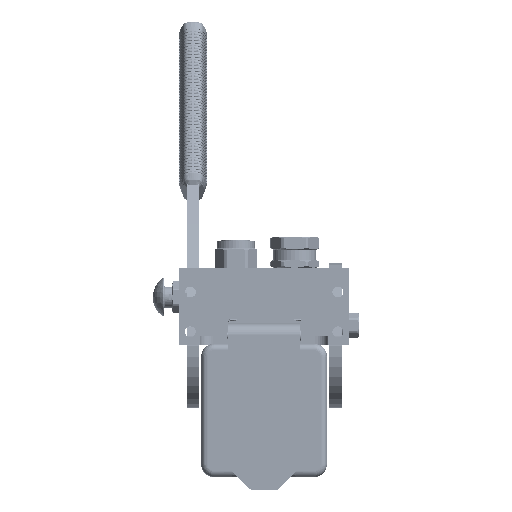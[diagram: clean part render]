
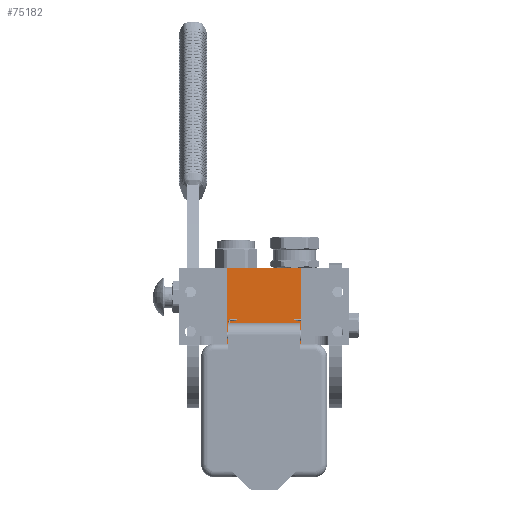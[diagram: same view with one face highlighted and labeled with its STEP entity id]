
A CAD part, left-side view. The second image highlights one B-rep face of the part: STEP entity #75182.
In plain terms, the highlighted face is planar.
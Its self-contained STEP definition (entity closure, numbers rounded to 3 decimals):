
#12545 = CARTESIAN_POINT ( 'NONE',  ( -29., 0., -107.5 ) ) ;
#15137 = LINE ( 'NONE', #22933, #66451 ) ;
#21637 = VECTOR ( 'NONE', #141029, 1000. ) ;
#22026 = VERTEX_POINT ( 'NONE', #197549 ) ;
#22933 = CARTESIAN_POINT ( 'NONE',  ( 29., 60.2, -107.5 ) ) ;
#33065 = LINE ( 'NONE', #12545, #103731 ) ;
#37168 = EDGE_CURVE ( 'NONE', #37570, #22026, #33065, .T. ) ;
#37570 = VERTEX_POINT ( 'NONE', #78642 ) ;
#42977 = PLANE ( 'NONE',  #114769 ) ;
#45810 = CARTESIAN_POINT ( 'NONE',  ( 29., 0., -107.5 ) ) ;
#49071 = FACE_OUTER_BOUND ( 'NONE', #85507, .T. ) ;
#57941 = DIRECTION ( 'NONE',  ( 0., 0., -1. ) ) ;
#66451 = VECTOR ( 'NONE', #132084, 1000. ) ;
#75182 = ADVANCED_FACE ( 'NONE', ( #49071 ), #42977, .T. ) ;
#78642 = CARTESIAN_POINT ( 'NONE',  ( -29., 0., -107.5 ) ) ;
#85507 = EDGE_LOOP ( 'NONE', ( #88392, #185549, #135075, #140750 ) ) ;
#88392 = ORIENTED_EDGE ( 'NONE', *, *, #37168, .T. ) ;
#89356 = DIRECTION ( 'NONE',  ( -1., 0., 0. ) ) ;
#98115 = CARTESIAN_POINT ( 'NONE',  ( 29., 0., -107.5 ) ) ;
#103731 = VECTOR ( 'NONE', #134639, 1000. ) ;
#114769 = AXIS2_PLACEMENT_3D ( 'NONE', #196475, #57941, #89356 ) ;
#115798 = DIRECTION ( 'NONE',  ( 0., 1., 0. ) ) ;
#132084 = DIRECTION ( 'NONE',  ( -1., 0., 0. ) ) ;
#134639 = DIRECTION ( 'NONE',  ( 0., 1., 0. ) ) ;
#135075 = ORIENTED_EDGE ( 'NONE', *, *, #178376, .F. ) ;
#140750 = ORIENTED_EDGE ( 'NONE', *, *, #201391, .T. ) ;
#141029 = DIRECTION ( 'NONE',  ( -1., 0., 0. ) ) ;
#146867 = CARTESIAN_POINT ( 'NONE',  ( 29., 60.2, -107.5 ) ) ;
#150997 = LINE ( 'NONE', #156023, #21637 ) ;
#156023 = CARTESIAN_POINT ( 'NONE',  ( 29., 0., -107.5 ) ) ;
#156792 = LINE ( 'NONE', #98115, #183676 ) ;
#165906 = EDGE_CURVE ( 'NONE', #168084, #22026, #15137, .T. ) ;
#168084 = VERTEX_POINT ( 'NONE', #146867 ) ;
#175134 = VERTEX_POINT ( 'NONE', #45810 ) ;
#178376 = EDGE_CURVE ( 'NONE', #175134, #168084, #156792, .T. ) ;
#183676 = VECTOR ( 'NONE', #115798, 1000. ) ;
#185549 = ORIENTED_EDGE ( 'NONE', *, *, #165906, .F. ) ;
#196475 = CARTESIAN_POINT ( 'NONE',  ( 29., 0., -107.5 ) ) ;
#197549 = CARTESIAN_POINT ( 'NONE',  ( -29., 60.2, -107.5 ) ) ;
#201391 = EDGE_CURVE ( 'NONE', #175134, #37570, #150997, .T. ) ;
